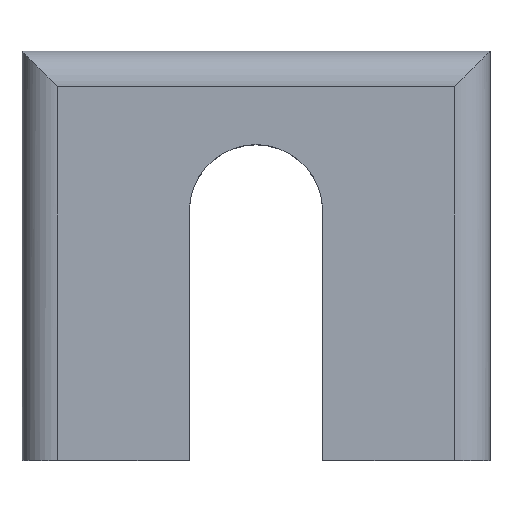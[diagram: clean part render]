
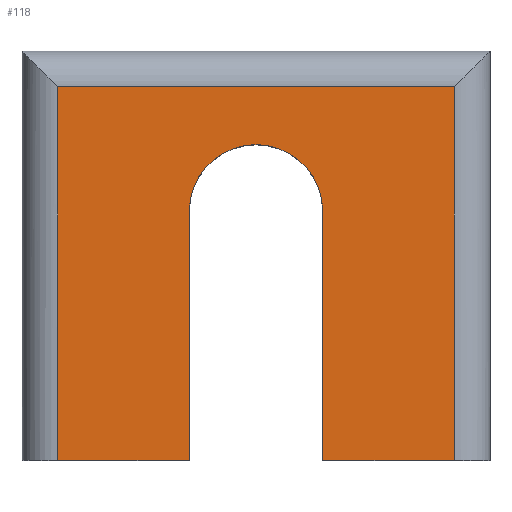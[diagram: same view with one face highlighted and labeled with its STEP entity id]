
A CAD part, top view. The second image highlights one B-rep face of the part: STEP entity #118.
In plain terms, the highlighted planar face has unit normal (0, 0, 1).
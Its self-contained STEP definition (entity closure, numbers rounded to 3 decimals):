
#49 = VERTEX_POINT('',#50);
#50 = CARTESIAN_POINT('',(-109.15,-14.,91.75));
#57 = EDGE_CURVE('',#49,#58,#60,.T.);
#58 = VERTEX_POINT('',#59);
#59 = CARTESIAN_POINT('',(-101.75,-14.,91.75));
#60 = LINE('',#61,#62);
#61 = CARTESIAN_POINT('',(-111.15,-14.,91.75));
#62 = VECTOR('',#63,1.);
#63 = DIRECTION('',(1.,0.,0.));
#118 = ADVANCED_FACE('',(#119),#177,.T.);
#119 = FACE_BOUND('',#120,.T.);
#120 = EDGE_LOOP('',(#121,#129,#130,#138,#147,#155,#163,#171));
#121 = ORIENTED_EDGE('',*,*,#122,.F.);
#122 = EDGE_CURVE('',#49,#123,#125,.T.);
#123 = VERTEX_POINT('',#124);
#124 = CARTESIAN_POINT('',(-109.15,7.,91.75));
#125 = LINE('',#126,#127);
#126 = CARTESIAN_POINT('',(-109.15,-6.,91.75));
#127 = VECTOR('',#128,1.);
#128 = DIRECTION('',(0.,1.,0.));
#129 = ORIENTED_EDGE('',*,*,#57,.T.);
#130 = ORIENTED_EDGE('',*,*,#131,.F.);
#131 = EDGE_CURVE('',#132,#58,#134,.T.);
#132 = VERTEX_POINT('',#133);
#133 = CARTESIAN_POINT('',(-101.75,0.,91.75));
#134 = LINE('',#135,#136);
#135 = CARTESIAN_POINT('',(-101.75,-6.,91.75));
#136 = VECTOR('',#137,1.);
#137 = DIRECTION('',(-0.,-1.,0.));
#138 = ORIENTED_EDGE('',*,*,#139,.T.);
#139 = EDGE_CURVE('',#132,#140,#142,.T.);
#140 = VERTEX_POINT('',#141);
#141 = CARTESIAN_POINT('',(-94.25,0.,91.75));
#142 = CIRCLE('',#143,3.75);
#143 = AXIS2_PLACEMENT_3D('',#144,#145,#146);
#144 = CARTESIAN_POINT('',(-98.,0.,91.75));
#145 = DIRECTION('',(0.,0.,-1.));
#146 = DIRECTION('',(-1.,0.,0.));
#147 = ORIENTED_EDGE('',*,*,#148,.T.);
#148 = EDGE_CURVE('',#140,#149,#151,.T.);
#149 = VERTEX_POINT('',#150);
#150 = CARTESIAN_POINT('',(-94.25,-14.,91.75));
#151 = LINE('',#152,#153);
#152 = CARTESIAN_POINT('',(-94.25,-3.,91.75));
#153 = VECTOR('',#154,1.);
#154 = DIRECTION('',(-0.,-1.,0.));
#155 = ORIENTED_EDGE('',*,*,#156,.T.);
#156 = EDGE_CURVE('',#149,#157,#159,.T.);
#157 = VERTEX_POINT('',#158);
#158 = CARTESIAN_POINT('',(-86.85,-14.,91.75));
#159 = LINE('',#160,#161);
#160 = CARTESIAN_POINT('',(-111.15,-14.,91.75));
#161 = VECTOR('',#162,1.);
#162 = DIRECTION('',(1.,0.,0.));
#163 = ORIENTED_EDGE('',*,*,#164,.F.);
#164 = EDGE_CURVE('',#165,#157,#167,.T.);
#165 = VERTEX_POINT('',#166);
#166 = CARTESIAN_POINT('',(-86.85,7.,91.75));
#167 = LINE('',#168,#169);
#168 = CARTESIAN_POINT('',(-86.85,-6.,91.75));
#169 = VECTOR('',#170,1.);
#170 = DIRECTION('',(-0.,-1.,0.));
#171 = ORIENTED_EDGE('',*,*,#172,.F.);
#172 = EDGE_CURVE('',#123,#165,#173,.T.);
#173 = LINE('',#174,#175);
#174 = CARTESIAN_POINT('',(-111.15,7.,91.75));
#175 = VECTOR('',#176,1.);
#176 = DIRECTION('',(1.,0.,0.));
#177 = PLANE('',#178);
#178 = AXIS2_PLACEMENT_3D('',#179,#180,#181);
#179 = CARTESIAN_POINT('',(-98.,-3.124,91.75));
#180 = DIRECTION('',(0.,0.,1.));
#181 = DIRECTION('',(0.,1.,0.));
